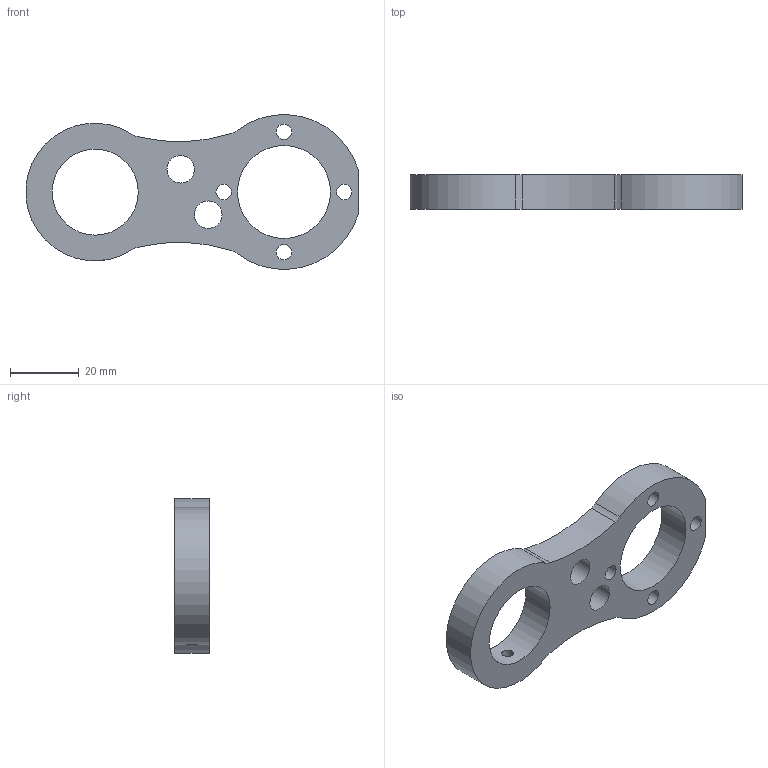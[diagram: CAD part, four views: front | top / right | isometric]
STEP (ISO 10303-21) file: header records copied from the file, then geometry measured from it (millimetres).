
FILE_DESCRIPTION(/* description */ (''),/* implementation_level */ '2;1');
FILE_NAME(/* name */ 'spanner j1 motor.stp',/* time_stamp */ '2022-09-12T14:00:37+02:00',/* author */ ('u0128020'),/* organization */ (''),/* preprocessor_version */ 'ST-DEVELOPER v19',/* originating_system */ 'Autodesk Inventor 2023',/* authorisation */ '');
FILE_SCHEMA (('AUTOMOTIVE_DESIGN { 1 0 10303 214 3 1 1 }'));
Length unit declared in the file: millimetre
Products named in the file (1): spanner j1 motor
Bounding box: 96.43 x 10 x 44.95 mm (x, y, z)
Volume: 21075.3 mm3; surface area: 9472.6 mm2
Topology: 1 solids, 1 shells, 23 faces, 64 edges, 46 vertices
Faces by surface type: cylinder 19, plane 4
Full cylindrical faces by diameter (mm): 3.3 x1, 4.5 x4, 4.987 x1, 8 x2, 25 x1, 27 x1
Entity records: 918 total; most frequent: CARTESIAN_POINT 199, DIRECTION 148, ORIENTED_EDGE 122, AXIS2_PLACEMENT_3D 63, EDGE_CURVE 61, EDGE_LOOP 42, VERTEX_POINT 41, CIRCLE 39
